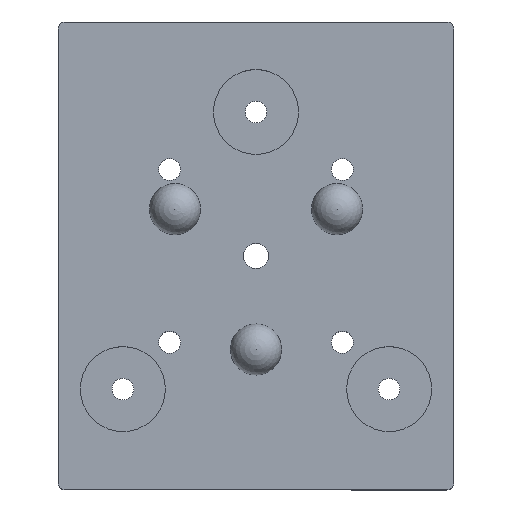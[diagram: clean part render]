
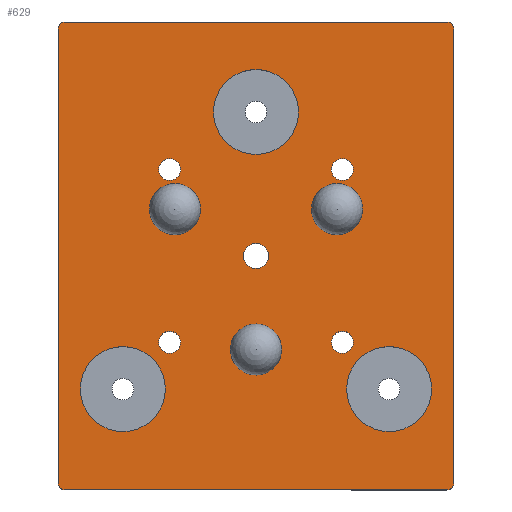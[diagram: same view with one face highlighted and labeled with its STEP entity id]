
A CAD part, top view. The second image highlights one B-rep face of the part: STEP entity #629.
In plain terms, the highlighted face is planar.
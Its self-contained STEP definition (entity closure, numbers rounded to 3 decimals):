
#27=CIRCLE('',#656,1.525);
#29=CIRCLE('',#659,1.525);
#31=CIRCLE('',#662,1.525);
#33=CIRCLE('',#665,1.525);
#35=CIRCLE('',#668,1.75);
#36=CIRCLE('',#670,1.);
#38=CIRCLE('',#674,1.);
#40=CIRCLE('',#677,1.);
#42=CIRCLE('',#681,1.);
#49=CIRCLE('',#692,5.9);
#52=CIRCLE('',#697,5.9);
#55=CIRCLE('',#702,5.9);
#56=CIRCLE('',#707,3.55);
#58=CIRCLE('',#710,3.55);
#60=CIRCLE('',#713,3.55);
#89=FACE_BOUND('',#180,.T.);
#90=FACE_BOUND('',#181,.T.);
#91=FACE_BOUND('',#182,.T.);
#92=FACE_BOUND('',#183,.T.);
#93=FACE_BOUND('',#184,.T.);
#94=FACE_BOUND('',#185,.T.);
#95=FACE_BOUND('',#186,.T.);
#96=FACE_BOUND('',#187,.T.);
#97=FACE_BOUND('',#188,.T.);
#98=FACE_BOUND('',#189,.T.);
#99=FACE_BOUND('',#190,.T.);
#133=FACE_OUTER_BOUND('',#179,.T.);
#179=EDGE_LOOP('',(#561,#562,#563,#564,#565,#566,#567,#568));
#180=EDGE_LOOP('',(#569));
#181=EDGE_LOOP('',(#570));
#182=EDGE_LOOP('',(#571));
#183=EDGE_LOOP('',(#572));
#184=EDGE_LOOP('',(#573));
#185=EDGE_LOOP('',(#574));
#186=EDGE_LOOP('',(#575));
#187=EDGE_LOOP('',(#576));
#188=EDGE_LOOP('',(#577));
#189=EDGE_LOOP('',(#578));
#190=EDGE_LOOP('',(#579));
#209=LINE('',#956,#254);
#220=LINE('',#1003,#265);
#224=LINE('',#1018,#269);
#228=LINE('',#1029,#273);
#254=VECTOR('',#758,10.);
#265=VECTOR('',#807,10.);
#269=VECTOR('',#825,10.);
#273=VECTOR('',#837,10.);
#293=VERTEX_POINT('',#954);
#294=VERTEX_POINT('',#955);
#298=VERTEX_POINT('',#965);
#300=VERTEX_POINT('',#971);
#302=VERTEX_POINT('',#977);
#304=VERTEX_POINT('',#983);
#306=VERTEX_POINT('',#989);
#308=VERTEX_POINT('',#994);
#309=VERTEX_POINT('',#996);
#311=VERTEX_POINT('',#1002);
#313=VERTEX_POINT('',#1011);
#315=VERTEX_POINT('',#1017);
#317=VERTEX_POINT('',#1023);
#324=VERTEX_POINT('',#1044);
#327=VERTEX_POINT('',#1053);
#330=VERTEX_POINT('',#1062);
#331=VERTEX_POINT('',#1072);
#333=VERTEX_POINT('',#1077);
#335=VERTEX_POINT('',#1082);
#355=EDGE_CURVE('',#293,#294,#209,.T.);
#361=EDGE_CURVE('',#298,#298,#27,.T.);
#364=EDGE_CURVE('',#300,#300,#29,.T.);
#367=EDGE_CURVE('',#302,#302,#31,.T.);
#370=EDGE_CURVE('',#304,#304,#33,.T.);
#373=EDGE_CURVE('',#306,#306,#35,.T.);
#375=EDGE_CURVE('',#308,#309,#36,.T.);
#378=EDGE_CURVE('',#311,#309,#220,.T.);
#381=EDGE_CURVE('',#311,#293,#38,.T.);
#383=EDGE_CURVE('',#294,#313,#40,.T.);
#386=EDGE_CURVE('',#313,#315,#224,.T.);
#389=EDGE_CURVE('',#315,#317,#42,.T.);
#392=EDGE_CURVE('',#317,#308,#228,.T.);
#399=EDGE_CURVE('',#324,#324,#49,.T.);
#403=EDGE_CURVE('',#327,#327,#52,.T.);
#407=EDGE_CURVE('',#330,#330,#55,.T.);
#412=EDGE_CURVE('',#331,#331,#56,.T.);
#414=EDGE_CURVE('',#333,#333,#58,.T.);
#416=EDGE_CURVE('',#335,#335,#60,.T.);
#561=ORIENTED_EDGE('',*,*,#355,.F.);
#562=ORIENTED_EDGE('',*,*,#381,.F.);
#563=ORIENTED_EDGE('',*,*,#378,.T.);
#564=ORIENTED_EDGE('',*,*,#375,.F.);
#565=ORIENTED_EDGE('',*,*,#392,.F.);
#566=ORIENTED_EDGE('',*,*,#389,.F.);
#567=ORIENTED_EDGE('',*,*,#386,.F.);
#568=ORIENTED_EDGE('',*,*,#383,.F.);
#569=ORIENTED_EDGE('',*,*,#373,.T.);
#570=ORIENTED_EDGE('',*,*,#370,.T.);
#571=ORIENTED_EDGE('',*,*,#367,.T.);
#572=ORIENTED_EDGE('',*,*,#364,.T.);
#573=ORIENTED_EDGE('',*,*,#361,.T.);
#574=ORIENTED_EDGE('',*,*,#399,.T.);
#575=ORIENTED_EDGE('',*,*,#403,.T.);
#576=ORIENTED_EDGE('',*,*,#407,.T.);
#577=ORIENTED_EDGE('',*,*,#412,.T.);
#578=ORIENTED_EDGE('',*,*,#414,.T.);
#579=ORIENTED_EDGE('',*,*,#416,.T.);
#595=PLANE('',#715);
#629=ADVANCED_FACE('',(#133,#89,#90,#91,#92,#93,#94,#95,#96,#97,#98,#99),
#595,.T.);
#656=AXIS2_PLACEMENT_3D('',#967,#767,#768);
#659=AXIS2_PLACEMENT_3D('',#973,#774,#775);
#662=AXIS2_PLACEMENT_3D('',#979,#781,#782);
#665=AXIS2_PLACEMENT_3D('',#985,#788,#789);
#668=AXIS2_PLACEMENT_3D('',#991,#795,#796);
#670=AXIS2_PLACEMENT_3D('',#997,#800,#801);
#674=AXIS2_PLACEMENT_3D('',#1008,#812,#813);
#677=AXIS2_PLACEMENT_3D('',#1012,#818,#819);
#681=AXIS2_PLACEMENT_3D('',#1024,#830,#831);
#692=AXIS2_PLACEMENT_3D('',#1045,#855,#856);
#697=AXIS2_PLACEMENT_3D('',#1054,#866,#867);
#702=AXIS2_PLACEMENT_3D('',#1063,#877,#878);
#707=AXIS2_PLACEMENT_3D('',#1073,#891,#892);
#710=AXIS2_PLACEMENT_3D('',#1078,#897,#898);
#713=AXIS2_PLACEMENT_3D('',#1083,#903,#904);
#715=AXIS2_PLACEMENT_3D('',#1086,#907,#908);
#758=DIRECTION('',(0.,-1.,0.));
#767=DIRECTION('center_axis',(-1.,0.,0.));
#768=DIRECTION('ref_axis',(0.,0.,-1.));
#774=DIRECTION('center_axis',(-1.,0.,0.));
#775=DIRECTION('ref_axis',(0.,0.,-1.));
#781=DIRECTION('center_axis',(-1.,0.,0.));
#782=DIRECTION('ref_axis',(0.,0.,-1.));
#788=DIRECTION('center_axis',(-1.,0.,0.));
#789=DIRECTION('ref_axis',(0.,0.,-1.));
#795=DIRECTION('center_axis',(-1.,0.,0.));
#796=DIRECTION('ref_axis',(0.,0.,-1.));
#800=DIRECTION('center_axis',(-1.,0.,0.));
#801=DIRECTION('ref_axis',(0.,0.707,0.707));
#807=DIRECTION('',(0.,0.,1.));
#812=DIRECTION('center_axis',(-1.,0.,0.));
#813=DIRECTION('ref_axis',(0.,0.707,-0.707));
#818=DIRECTION('center_axis',(-1.,0.,0.));
#819=DIRECTION('ref_axis',(0.,-0.707,-0.707));
#825=DIRECTION('',(0.,0.,1.));
#830=DIRECTION('center_axis',(-1.,0.,0.));
#831=DIRECTION('ref_axis',(0.,-0.707,0.707));
#837=DIRECTION('',(0.,1.,0.));
#855=DIRECTION('center_axis',(-1.,0.,0.));
#856=DIRECTION('ref_axis',(0.,1.,0.));
#866=DIRECTION('center_axis',(-1.,0.,0.));
#867=DIRECTION('ref_axis',(0.,1.,0.));
#877=DIRECTION('center_axis',(-1.,0.,0.));
#878=DIRECTION('ref_axis',(0.,1.,0.));
#891=DIRECTION('center_axis',(-1.,0.,0.));
#892=DIRECTION('ref_axis',(0.,0.,1.));
#897=DIRECTION('center_axis',(-1.,0.,0.));
#898=DIRECTION('ref_axis',(0.,0.,1.));
#903=DIRECTION('center_axis',(-1.,0.,0.));
#904=DIRECTION('ref_axis',(0.,0.,1.));
#907=DIRECTION('center_axis',(1.,0.,0.));
#908=DIRECTION('ref_axis',(0.,1.,0.));
#954=CARTESIAN_POINT('',(0.,64.,0.));
#955=CARTESIAN_POINT('',(0.,1.,0.));
#956=CARTESIAN_POINT('',(0.,16.25,0.));
#965=CARTESIAN_POINT('',(0.,44.5,41.025));
#967=CARTESIAN_POINT('Origin',(0.,44.5,39.5));
#971=CARTESIAN_POINT('',(0.,20.5,17.025));
#973=CARTESIAN_POINT('Origin',(0.,20.5,15.5));
#977=CARTESIAN_POINT('',(0.,20.5,41.025));
#979=CARTESIAN_POINT('Origin',(0.,20.5,39.5));
#983=CARTESIAN_POINT('',(0.,44.5,17.025));
#985=CARTESIAN_POINT('Origin',(0.,44.5,15.5));
#989=CARTESIAN_POINT('',(0.,32.5,29.25));
#991=CARTESIAN_POINT('Origin',(0.,32.5,27.5));
#994=CARTESIAN_POINT('',(0.,64.,55.));
#996=CARTESIAN_POINT('',(0.,65.,54.));
#997=CARTESIAN_POINT('Origin',(0.,64.,54.));
#1002=CARTESIAN_POINT('',(0.,65.,1.));
#1003=CARTESIAN_POINT('',(0.,65.,0.));
#1008=CARTESIAN_POINT('Origin',(0.,64.,1.));
#1011=CARTESIAN_POINT('',(0.,0.,1.));
#1012=CARTESIAN_POINT('Origin',(0.,1.,1.));
#1017=CARTESIAN_POINT('',(0.,0.,54.));
#1018=CARTESIAN_POINT('',(0.,0.,0.));
#1023=CARTESIAN_POINT('',(0.,1.,55.));
#1024=CARTESIAN_POINT('Origin',(0.,1.,54.));
#1029=CARTESIAN_POINT('',(0.,0.,55.));
#1044=CARTESIAN_POINT('',(0.,46.6,27.5));
#1045=CARTESIAN_POINT('Origin',(0.,52.5,27.5));
#1053=CARTESIAN_POINT('',(0.,8.1,9.));
#1054=CARTESIAN_POINT('Origin',(0.,14.,9.));
#1062=CARTESIAN_POINT('',(0.,8.1,46.));
#1063=CARTESIAN_POINT('Origin',(0.,14.,46.));
#1072=CARTESIAN_POINT('',(0.,23.05,27.5));
#1073=CARTESIAN_POINT('Origin',(0.,19.5,27.5));
#1077=CARTESIAN_POINT('',(0.,37.225,35.684));
#1078=CARTESIAN_POINT('Origin',(0.,39.,38.758));
#1082=CARTESIAN_POINT('',(0.,37.225,19.316));
#1083=CARTESIAN_POINT('Origin',(0.,39.,16.242));
#1086=CARTESIAN_POINT('Origin',(0.,0.,0.));
